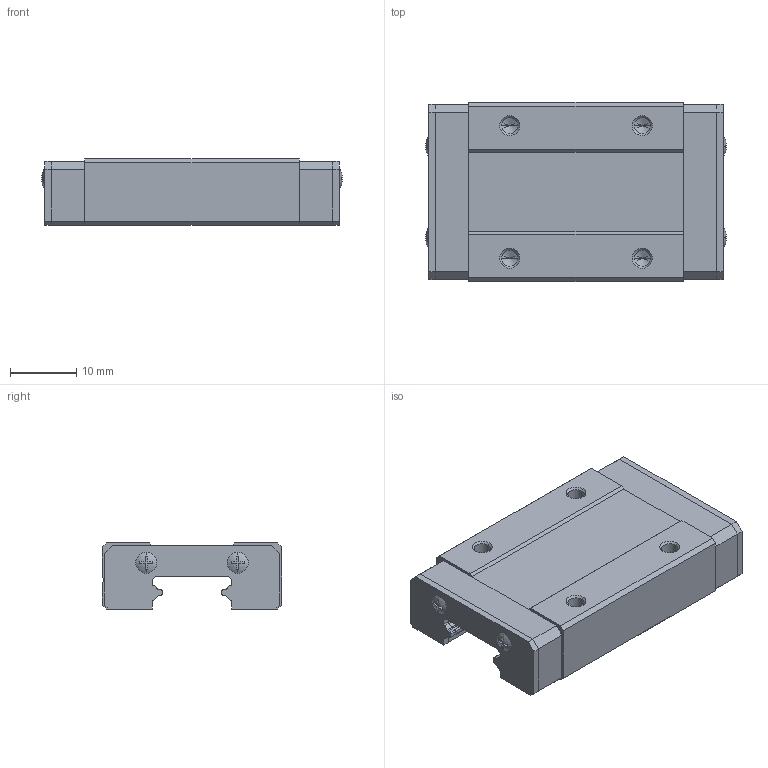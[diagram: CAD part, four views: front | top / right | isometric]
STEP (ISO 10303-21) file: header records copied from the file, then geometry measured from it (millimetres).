
FILE_DESCRIPTION(('starvars output'),'2;1');
FILE_NAME('cv20160805163442000041385.stp','16:34:42 2016/08/05',( 'Thomas Industrial Network Germany GmbH'),( 'Thomas Industrial Network Germany GmbH'),'unknown preprocess','ACIS' ,'unknown authorization');
FILE_SCHEMA(('AUTOMOTIVE_DESIGN_CC2 {UNKNOWN IMPLEMENTATION LEVEL}'));
Length unit declared in the file: millimetre
Products named in the file (1): PRODUCT_ID_1
Bounding box: 45.38 x 27 x 10 mm (x, y, z)
Volume: 9035.9 mm3; surface area: 5794.4 mm2
Topology: 1 solids, 1 shells, 306 faces, 860 edges, 564 vertices
Faces by surface type: plane 177, cylinder 97, cone 24, sphere 8
Entity records: 11852 total; most frequent: ORIENTED_EDGE 1704, CARTESIAN_POINT 1607, DIRECTION 1534, EDGE_CURVE 852, VERTEX_POINT 564, VECTOR 552, LINE 552, AXIS2_PLACEMENT_3D 491
